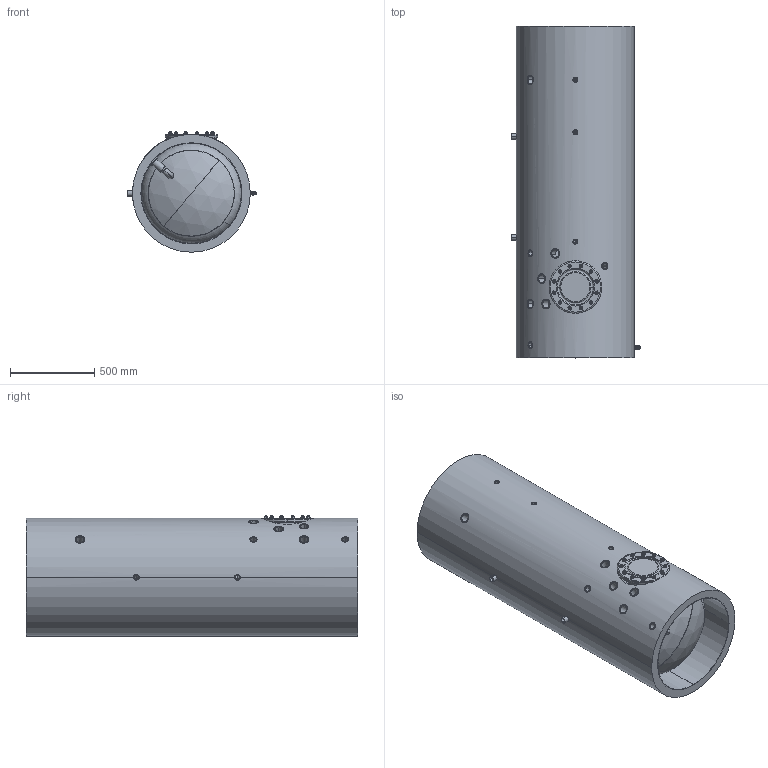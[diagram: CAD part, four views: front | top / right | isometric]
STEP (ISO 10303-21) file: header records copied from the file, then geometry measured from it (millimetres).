
FILE_DESCRIPTION (( 'STEP AP214' ), '1' );
FILE_NAME ('ÂÍ.0500.235.00.00 Âîäîíàãðåâàòåëü.STEP', '2022-01-21T16:24:13', ( 'suchkovdn' ), ( '' ), 'SwSTEP 2.0', 'SolidWorks 2018', '' );
FILE_SCHEMA (( 'AUTOMOTIVE_DESIGN' ));
Length unit declared in the file: millimetre
Products named in the file (48): ч蜱齁罻 1 1_2; Áîáûøêà ïîä òåðìîìåòð_00; ч蜱齁罻 42; Ïàòðóáîê G1 1_2_34å4-160; 呧蜦蠂駻00; ﾘ琺矜 ﾃﾎﾑﾒ 11371-78_12; Øàéáà_ïðóæèííàÿ_6402-70_ä12; Ïðîêëàäêà ëþêà 300_00; ÂÍ.0500.235.00.03 Äíèùå íèæíåå_850å4; ÂÍ.0500.235.00.04 Áîáûøêà âîçäóøíèê_34å4-160; 署赅 膻赅 300_00; 蟬.0500.235.03.01 鏢槦樇罻_00; Ëþê 300_00; 塔忮瘃鸰00; Øïèëüêà ðåçüáîâàÿ_Œ12å80; 峦.0500.235.00.08 彦瘘汔_懃囔 3-2-1_1; 淟檍瀖00; ÂÍ.0500.235.00.02 Äíèùå âåðõíåå_850å4; ÂÍ.0500.235.02.02 Ïàòðóáîê_42å3-200; Áîëò ÃÎÑÒ Ð ÈÑÎ 4017_Œ12å30; ÂÍ.0500.235.01.01 Îáå÷àéêà_1200å4; L=200; Ãàéêà_Â_5915-70_Œ12; ﾗ襄鸙 710_00; ÂÍ.0500.235.00.06 Íàêëàäêà_850å4; Áîáûøêà G1_00; ч蜱齁罻1_2; ÂÍ.0500.235.00.00 Âîäîíàãðåâàòåëü; 峦.0500.235.02.00 庆邋忤阓00; ÂÍ.0500.235.01.03 Ïàòðóáîê_76å4-50; 燴鍱 (500 擤)_00; 项牮桢 磬痼骓铄_00; ÂÍ.0500.235.00.05 Ïàòðóáîê ñëèâà_42å3-200; Èçîëÿöèÿ_00; ÂÍ.0500.235.00.07 Îòâîä_90ø-38å4; ÂÍ.0500.235.03.00 Ãðåáåíêà â ñáîðå_01; Çíàê çàçåìëåíèÿ_00; 峦.0500.235.02.01 庆邋忤阓00; Îòâîä ÃÎÑÒ 17375-2001 (íåðæ.)_90ø-32å2,5; ﾗ襄鸙 蓁 瑙 315_00; ч蜱齁罻 1 ...
Assembly tree (71 placements, depth 3):
  ч蜱齁罻 1 1_2
  ч蜱齁罻 42
  呧蜦蠂駻00
  塔忮瘃鸰00
  淟檍瀖00
Bounding box: 767.86 x 1970 x 715 mm (x, y, z)
Volume: 225823810.1 mm3; surface area: 20999401 mm2
Topology: 80 solids, 80 shells, 1126 faces, 2657 edges, 1708 vertices
Faces by surface type: plane 420, cylinder 390, cone 216, torus 72, sphere 20, bspline 8
Entity records: 252166 total; most frequent: CARTESIAN_POINT 238345, DIRECTION 2637, ORIENTED_EDGE 2384, EDGE_CURVE 1192, AXIS2_PLACEMENT_3D 1106, VERTEX_POINT 772, EDGE_LOOP 642, CIRCLE 561
